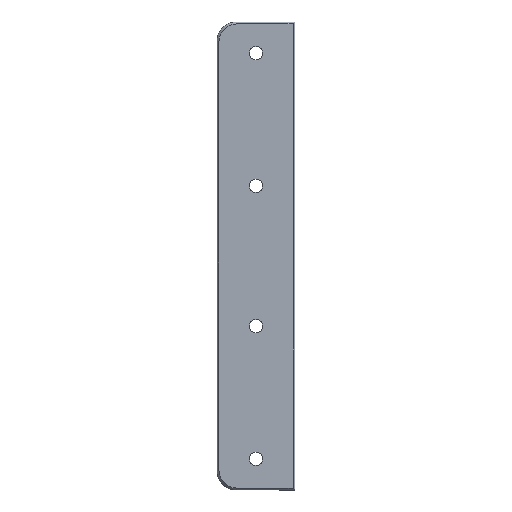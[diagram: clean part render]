
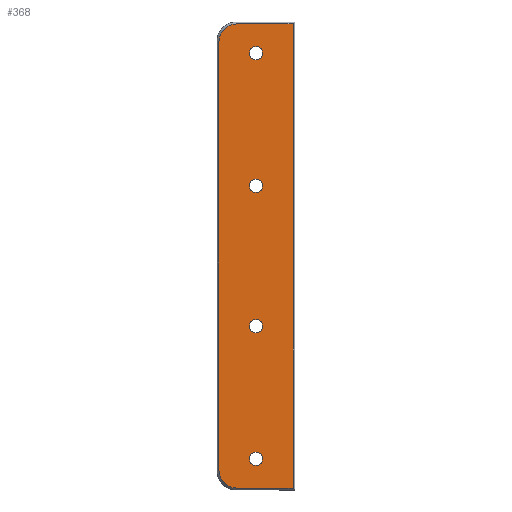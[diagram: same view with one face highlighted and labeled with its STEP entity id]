
A CAD part, top view. The second image highlights one B-rep face of the part: STEP entity #368.
In plain terms, the highlighted planar face has unit normal (0, 0, 1).
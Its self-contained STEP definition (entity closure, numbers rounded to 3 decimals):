
#15=FACE_BOUND('',#74,.T.);
#16=FACE_BOUND('',#75,.T.);
#17=FACE_BOUND('',#76,.T.);
#18=FACE_BOUND('',#77,.T.);
#33=PLANE('',#415);
#52=FACE_OUTER_BOUND('',#73,.T.);
#73=EDGE_LOOP('',(#304,#305,#306,#307,#308,#309));
#74=EDGE_LOOP('',(#310));
#75=EDGE_LOOP('',(#311));
#76=EDGE_LOOP('',(#312));
#77=EDGE_LOOP('',(#313));
#93=LINE('',#554,#128);
#99=LINE('',#565,#134);
#103=LINE('',#577,#138);
#105=LINE('',#585,#140);
#128=VECTOR('',#455,10.);
#134=VECTOR('',#463,10.);
#138=VECTOR('',#475,10.);
#140=VECTOR('',#485,10.);
#159=CIRCLE('',#391,1.7);
#161=CIRCLE('',#394,1.7);
#163=CIRCLE('',#397,1.7);
#165=CIRCLE('',#400,1.7);
#168=CIRCLE('',#406,4.5);
#170=CIRCLE('',#410,4.5);
#171=VERTEX_POINT('',#528);
#173=VERTEX_POINT('',#534);
#175=VERTEX_POINT('',#540);
#177=VERTEX_POINT('',#546);
#179=VERTEX_POINT('',#552);
#180=VERTEX_POINT('',#553);
#184=VERTEX_POINT('',#563);
#186=VERTEX_POINT('',#569);
#188=VERTEX_POINT('',#575);
#190=VERTEX_POINT('',#581);
#201=EDGE_CURVE('',#171,#171,#159,.T.);
#204=EDGE_CURVE('',#173,#173,#161,.T.);
#207=EDGE_CURVE('',#175,#175,#163,.T.);
#210=EDGE_CURVE('',#177,#177,#165,.T.);
#213=EDGE_CURVE('',#179,#180,#93,.T.);
#219=EDGE_CURVE('',#184,#179,#99,.T.);
#222=EDGE_CURVE('',#186,#184,#168,.T.);
#225=EDGE_CURVE('',#188,#186,#103,.T.);
#228=EDGE_CURVE('',#190,#188,#170,.T.);
#229=EDGE_CURVE('',#180,#190,#105,.T.);
#304=ORIENTED_EDGE('',*,*,#213,.F.);
#305=ORIENTED_EDGE('',*,*,#219,.F.);
#306=ORIENTED_EDGE('',*,*,#222,.F.);
#307=ORIENTED_EDGE('',*,*,#225,.F.);
#308=ORIENTED_EDGE('',*,*,#228,.F.);
#309=ORIENTED_EDGE('',*,*,#229,.F.);
#310=ORIENTED_EDGE('',*,*,#201,.T.);
#311=ORIENTED_EDGE('',*,*,#204,.T.);
#312=ORIENTED_EDGE('',*,*,#207,.T.);
#313=ORIENTED_EDGE('',*,*,#210,.T.);
#368=ADVANCED_FACE('',(#52,#15,#16,#17,#18),#33,.T.);
#391=AXIS2_PLACEMENT_3D('',#529,#427,#428);
#394=AXIS2_PLACEMENT_3D('',#535,#434,#435);
#397=AXIS2_PLACEMENT_3D('',#541,#441,#442);
#400=AXIS2_PLACEMENT_3D('',#547,#448,#449);
#406=AXIS2_PLACEMENT_3D('',#571,#469,#470);
#410=AXIS2_PLACEMENT_3D('',#583,#481,#482);
#415=AXIS2_PLACEMENT_3D('',#622,#501,#502);
#427=DIRECTION('center_axis',(0.,0.,-1.));
#428=DIRECTION('ref_axis',(1.,0.,0.));
#434=DIRECTION('center_axis',(0.,0.,-1.));
#435=DIRECTION('ref_axis',(1.,0.,0.));
#441=DIRECTION('center_axis',(0.,0.,-1.));
#442=DIRECTION('ref_axis',(1.,0.,0.));
#448=DIRECTION('center_axis',(0.,0.,-1.));
#449=DIRECTION('ref_axis',(1.,0.,0.));
#455=DIRECTION('',(0.,-1.,0.));
#463=DIRECTION('',(1.,0.,0.));
#469=DIRECTION('center_axis',(0.,0.,-1.));
#470=DIRECTION('ref_axis',(-0.707,0.707,0.));
#475=DIRECTION('',(0.,1.,0.));
#481=DIRECTION('center_axis',(0.,0.,-1.));
#482=DIRECTION('ref_axis',(-0.707,-0.707,0.));
#485=DIRECTION('',(-1.,0.,0.));
#501=DIRECTION('center_axis',(0.,0.,1.));
#502=DIRECTION('ref_axis',(1.,0.,0.));
#528=CARTESIAN_POINT('',(47.048,121.065,73.75));
#529=CARTESIAN_POINT('Origin',(48.748,121.065,73.75));
#534=CARTESIAN_POINT('',(47.048,85.065,73.75));
#535=CARTESIAN_POINT('Origin',(48.748,85.065,73.75));
#540=CARTESIAN_POINT('',(47.048,51.065,73.75));
#541=CARTESIAN_POINT('Origin',(48.748,51.065,73.75));
#546=CARTESIAN_POINT('',(47.048,155.065,73.75));
#547=CARTESIAN_POINT('Origin',(48.748,155.065,73.75));
#552=CARTESIAN_POINT('',(58.248,162.565,73.75));
#553=CARTESIAN_POINT('',(58.248,43.565,73.75));
#554=CARTESIAN_POINT('',(58.248,43.065,73.75));
#563=CARTESIAN_POINT('',(43.748,162.565,73.75));
#565=CARTESIAN_POINT('',(43.748,162.565,73.75));
#569=CARTESIAN_POINT('',(39.248,158.065,73.75));
#571=CARTESIAN_POINT('Origin',(43.748,158.065,73.75));
#575=CARTESIAN_POINT('',(39.248,48.065,73.75));
#577=CARTESIAN_POINT('',(39.248,43.065,73.75));
#581=CARTESIAN_POINT('',(43.748,43.565,73.75));
#583=CARTESIAN_POINT('Origin',(43.748,48.065,73.75));
#585=CARTESIAN_POINT('',(43.748,43.565,73.75));
#622=CARTESIAN_POINT('Origin',(38.748,43.065,73.75));
